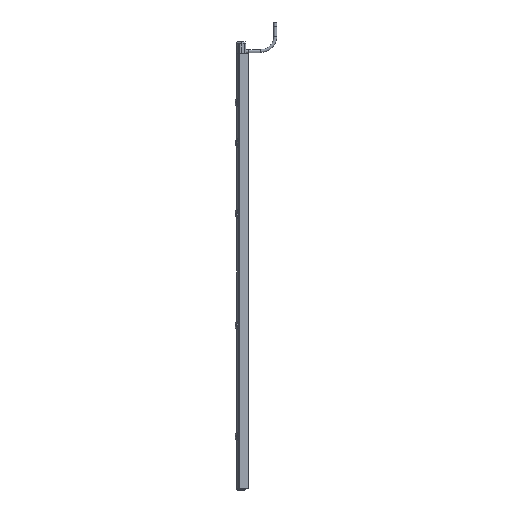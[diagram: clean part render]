
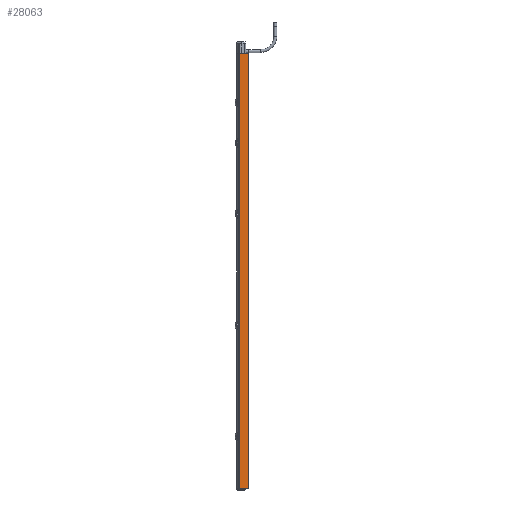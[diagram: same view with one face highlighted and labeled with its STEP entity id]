
A CAD part, left-side view. The second image highlights one B-rep face of the part: STEP entity #28063.
In plain terms, the highlighted planar face has unit normal (-1, 0, 0).
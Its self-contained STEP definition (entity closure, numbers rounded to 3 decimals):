
#1=DIRECTION('',(0.,0.,-1.));
#2=VECTOR('',#1,586.45);
#3=CARTESIAN_POINT('',(-6.,4.973,291.));
#4=LINE('',#3,#2);
#5=DIRECTION('',(0.,-1.,0.));
#6=VECTOR('',#5,13.223);
#7=CARTESIAN_POINT('',(-6.,4.973,-295.45));
#8=LINE('',#7,#6);
#77=DIRECTION('',(0.,0.,1.));
#78=VECTOR('',#77,586.45);
#79=CARTESIAN_POINT('',(-6.,-8.25,-295.45));
#80=LINE('',#79,#78);
#85=DIRECTION('',(0.,-1.,0.));
#86=VECTOR('',#85,13.223);
#87=CARTESIAN_POINT('',(-6.,4.973,291.));
#88=LINE('',#87,#86);
#25744=CARTESIAN_POINT('',(-6.,-8.25,-295.45));
#25745=CARTESIAN_POINT('',(-6.,-8.25,291.));
#25746=VERTEX_POINT('',#25744);
#25747=VERTEX_POINT('',#25745);
#25784=CARTESIAN_POINT('',(-6.,4.973,-295.45));
#25785=VERTEX_POINT('',#25784);
#25788=CARTESIAN_POINT('',(-6.,4.973,291.));
#25789=VERTEX_POINT('',#25788);
#28048=CARTESIAN_POINT('',(-6.,5.317,-295.45));
#28049=DIRECTION('',(-1.,0.,0.));
#28050=DIRECTION('',(0.,-1.,0.));
#28051=AXIS2_PLACEMENT_3D('',#28048,#28049,#28050);
#28052=PLANE('',#28051);
#28054=ORIENTED_EDGE('',*,*,#28053,.F.);
#28056=ORIENTED_EDGE('',*,*,#28055,.F.);
#28058=ORIENTED_EDGE('',*,*,#28057,.T.);
#28060=ORIENTED_EDGE('',*,*,#28059,.F.);
#28061=EDGE_LOOP('',(#28054,#28056,#28058,#28060));
#28062=FACE_OUTER_BOUND('',#28061,.F.);
#28063=ADVANCED_FACE('',(#28062),#28052,.T.);
#28053=EDGE_CURVE('',#25785,#25746,#8,.T.);
#28055=EDGE_CURVE('',#25789,#25785,#4,.T.);
#28057=EDGE_CURVE('',#25789,#25747,#88,.T.);
#28059=EDGE_CURVE('',#25746,#25747,#80,.T.);
